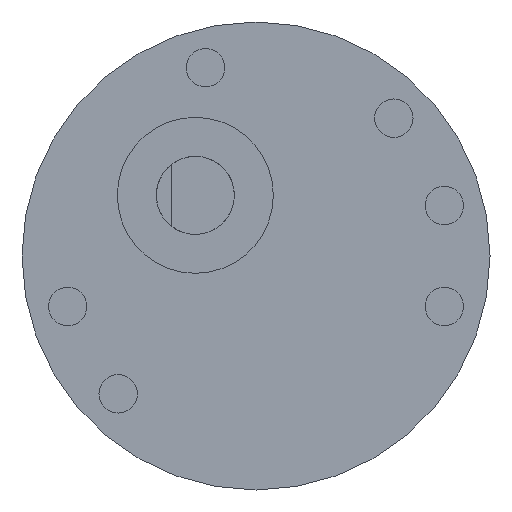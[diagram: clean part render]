
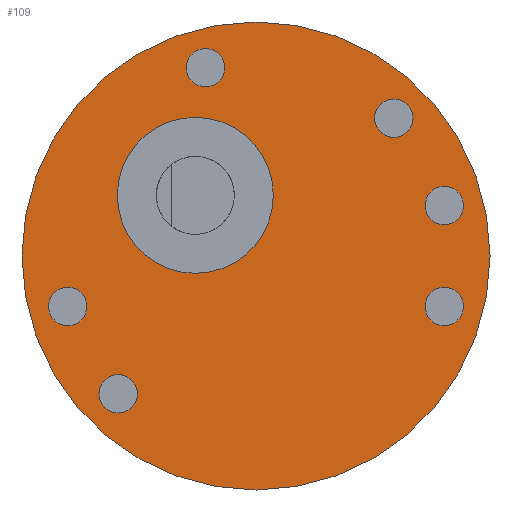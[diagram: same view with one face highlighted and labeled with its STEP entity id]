
A CAD part, front view. The second image highlights one B-rep face of the part: STEP entity #109.
In plain terms, the highlighted planar face has unit normal (0, -1, 0).
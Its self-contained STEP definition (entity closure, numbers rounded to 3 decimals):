
#109 = ADVANCED_FACE( '', ( #245, #246, #247, #248, #249, #250, #251, #252 ), #253, .F. );
#245 = FACE_BOUND( '', #412, .T. );
#246 = FACE_BOUND( '', #413, .T. );
#247 = FACE_BOUND( '', #414, .T. );
#248 = FACE_BOUND( '', #415, .T. );
#249 = FACE_BOUND( '', #416, .T. );
#250 = FACE_BOUND( '', #417, .T. );
#251 = FACE_BOUND( '', #418, .T. );
#252 = FACE_OUTER_BOUND( '', #419, .T. );
#253 = PLANE( '', #420 );
#412 = EDGE_LOOP( '', ( #643 ) );
#413 = EDGE_LOOP( '', ( #644 ) );
#414 = EDGE_LOOP( '', ( #645 ) );
#415 = EDGE_LOOP( '', ( #646 ) );
#416 = EDGE_LOOP( '', ( #647 ) );
#417 = EDGE_LOOP( '', ( #648 ) );
#418 = EDGE_LOOP( '', ( #649 ) );
#419 = EDGE_LOOP( '', ( #650 ) );
#420 = AXIS2_PLACEMENT_3D( '', #651, #652, #653 );
#643 = ORIENTED_EDGE( '', *, *, #854, .F. );
#644 = ORIENTED_EDGE( '', *, *, #855, .T. );
#645 = ORIENTED_EDGE( '', *, *, #856, .T. );
#646 = ORIENTED_EDGE( '', *, *, #857, .T. );
#647 = ORIENTED_EDGE( '', *, *, #812, .T. );
#648 = ORIENTED_EDGE( '', *, *, #827, .T. );
#649 = ORIENTED_EDGE( '', *, *, #825, .T. );
#650 = ORIENTED_EDGE( '', *, *, #858, .F. );
#651 = CARTESIAN_POINT( '', ( 0., 0., -15. ) );
#652 = DIRECTION( '', ( 0., 1., 0. ) );
#653 = DIRECTION( '', ( 0., 0., 1. ) );
#812 = EDGE_CURVE( '', #931, #931, #932, .T. );
#825 = EDGE_CURVE( '', #952, #952, #953, .T. );
#827 = EDGE_CURVE( '', #955, #955, #956, .T. );
#854 = EDGE_CURVE( '', #994, #994, #995, .F. );
#855 = EDGE_CURVE( '', #996, #996, #997, .T. );
#856 = EDGE_CURVE( '', #998, #998, #999, .T. );
#857 = EDGE_CURVE( '', #1000, #1000, #1001, .T. );
#858 = EDGE_CURVE( '', #1002, #1002, #1003, .T. );
#931 = VERTEX_POINT( '', #1096 );
#932 = CIRCLE( '', #1097, 1.23 );
#952 = VERTEX_POINT( '', #1120 );
#953 = CIRCLE( '', #1121, 1.23 );
#955 = VERTEX_POINT( '', #1123 );
#956 = CIRCLE( '', #1124, 1.23 );
#994 = VERTEX_POINT( '', #1169 );
#995 = CIRCLE( '', #1170, 5. );
#996 = VERTEX_POINT( '', #1171 );
#997 = CIRCLE( '', #1172, 1.23 );
#998 = VERTEX_POINT( '', #1173 );
#999 = CIRCLE( '', #1174, 1.23 );
#1000 = VERTEX_POINT( '', #1175 );
#1001 = CIRCLE( '', #1176, 1.23 );
#1002 = VERTEX_POINT( '', #1177 );
#1003 = CIRCLE( '', #1178, 15. );
#1096 = CARTESIAN_POINT( '', ( -12.074, 0., -2.006 ) );
#1097 = AXIS2_PLACEMENT_3D( '', #1248, #1249, #1250 );
#1120 = CARTESIAN_POINT( '', ( 8.839, 0., 10.068 ) );
#1121 = AXIS2_PLACEMENT_3D( '', #1269, #1270, #1271 );
#1123 = CARTESIAN_POINT( '', ( -8.839, 0., -7.609 ) );
#1124 = AXIS2_PLACEMENT_3D( '', #1272, #1273, #1274 );
#1169 = CARTESIAN_POINT( '', ( -3.889, 0., 8.889 ) );
#1170 = AXIS2_PLACEMENT_3D( '', #1306, #1307, #1308 );
#1171 = CARTESIAN_POINT( '', ( -3.235, 0., 13.304 ) );
#1172 = AXIS2_PLACEMENT_3D( '', #1309, #1310, #1311 );
#1173 = CARTESIAN_POINT( '', ( 12.074, 0., -2.006 ) );
#1174 = AXIS2_PLACEMENT_3D( '', #1312, #1313, #1314 );
#1175 = CARTESIAN_POINT( '', ( 12.074, 0., 4.465 ) );
#1176 = AXIS2_PLACEMENT_3D( '', #1315, #1316, #1317 );
#1177 = CARTESIAN_POINT( '', ( 0., 0., 15. ) );
#1178 = AXIS2_PLACEMENT_3D( '', #1318, #1319, #1320 );
#1248 = CARTESIAN_POINT( '', ( -12.074, 0., -3.235 ) );
#1249 = DIRECTION( '', ( 0., 1., 0. ) );
#1250 = DIRECTION( '', ( 0., 0., 1. ) );
#1269 = CARTESIAN_POINT( '', ( 8.839, 0., 8.839 ) );
#1270 = DIRECTION( '', ( 0., 1., 0. ) );
#1271 = DIRECTION( '', ( 0., 0., 1. ) );
#1272 = CARTESIAN_POINT( '', ( -8.839, 0., -8.839 ) );
#1273 = DIRECTION( '', ( 0., 1., 0. ) );
#1274 = DIRECTION( '', ( 0., 0., 1. ) );
#1306 = CARTESIAN_POINT( '', ( -3.889, 0., 3.889 ) );
#1307 = DIRECTION( '', ( 0., 1., 0. ) );
#1308 = DIRECTION( '', ( 0., 0., 1. ) );
#1309 = CARTESIAN_POINT( '', ( -3.235, 0., 12.074 ) );
#1310 = DIRECTION( '', ( 0., 1., 0. ) );
#1311 = DIRECTION( '', ( 0., 0., 1. ) );
#1312 = CARTESIAN_POINT( '', ( 12.074, 0., -3.235 ) );
#1313 = DIRECTION( '', ( 0., 1., 0. ) );
#1314 = DIRECTION( '', ( 0., 0., 1. ) );
#1315 = CARTESIAN_POINT( '', ( 12.074, 0., 3.235 ) );
#1316 = DIRECTION( '', ( 0., 1., 0. ) );
#1317 = DIRECTION( '', ( 0., 0., 1. ) );
#1318 = CARTESIAN_POINT( '', ( 0., 0., 0. ) );
#1319 = DIRECTION( '', ( 0., 1., 0. ) );
#1320 = DIRECTION( '', ( 0., 0., 1. ) );
